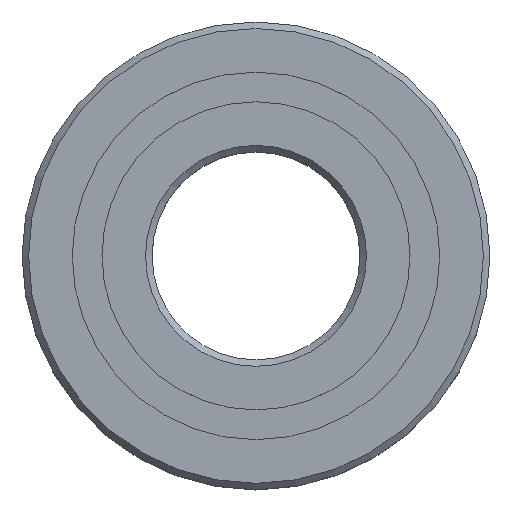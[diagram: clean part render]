
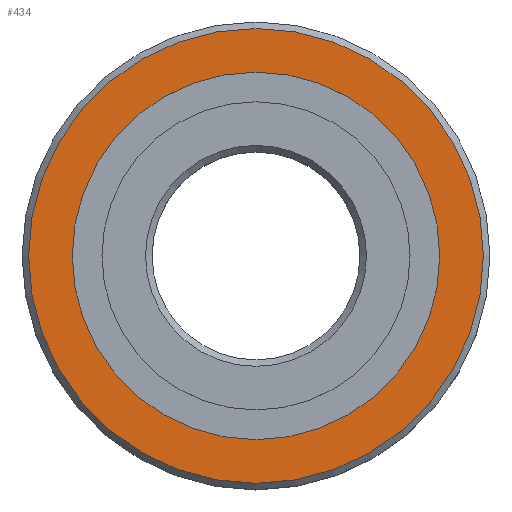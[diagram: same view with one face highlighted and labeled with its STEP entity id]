
A CAD part, top view. The second image highlights one B-rep face of the part: STEP entity #434.
In plain terms, the highlighted planar face has unit normal (0, 0, 1).
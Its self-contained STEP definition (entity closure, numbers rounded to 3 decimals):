
#52=FACE_BOUND('',#116,.T.);
#60=PLANE('',#514);
#80=FACE_OUTER_BOUND('',#115,.T.);
#115=EDGE_LOOP('',(#341));
#116=EDGE_LOOP('',(#342));
#178=CIRCLE('',#499,11.226);
#186=CIRCLE('',#512,13.891);
#216=VERTEX_POINT('',#733);
#223=VERTEX_POINT('',#757);
#263=EDGE_CURVE('',#216,#216,#178,.T.);
#275=EDGE_CURVE('',#223,#223,#186,.T.);
#341=ORIENTED_EDGE('',*,*,#275,.T.);
#342=ORIENTED_EDGE('',*,*,#263,.F.);
#434=ADVANCED_FACE('',(#80,#52),#60,.F.);
#499=AXIS2_PLACEMENT_3D('',#735,#576,#577);
#512=AXIS2_PLACEMENT_3D('',#759,#606,#607);
#514=AXIS2_PLACEMENT_3D('',#761,#610,#611);
#576=DIRECTION('center_axis',(0.,0.,1.));
#577=DIRECTION('ref_axis',(1.,0.,0.));
#606=DIRECTION('center_axis',(0.,0.,1.));
#607=DIRECTION('ref_axis',(1.,0.,0.));
#610=DIRECTION('center_axis',(0.,0.,-1.));
#611=DIRECTION('ref_axis',(-1.,0.,0.));
#733=CARTESIAN_POINT('',(-11.226,0.,3.969));
#735=CARTESIAN_POINT('Origin',(0.,0.,3.969));
#757=CARTESIAN_POINT('',(13.891,0.,3.969));
#759=CARTESIAN_POINT('Origin',(0.,0.,3.969));
#761=CARTESIAN_POINT('Origin',(0.,13.891,3.969));
